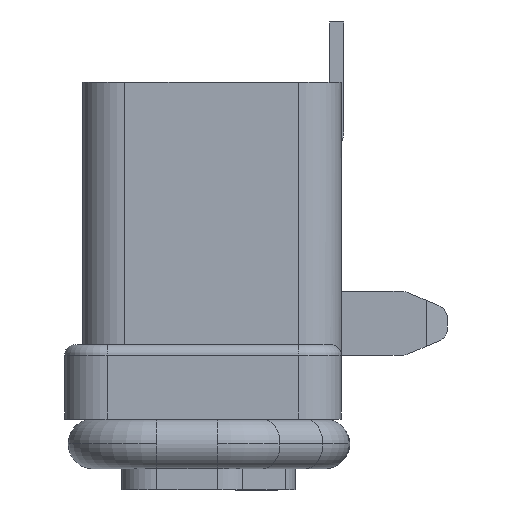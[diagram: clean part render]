
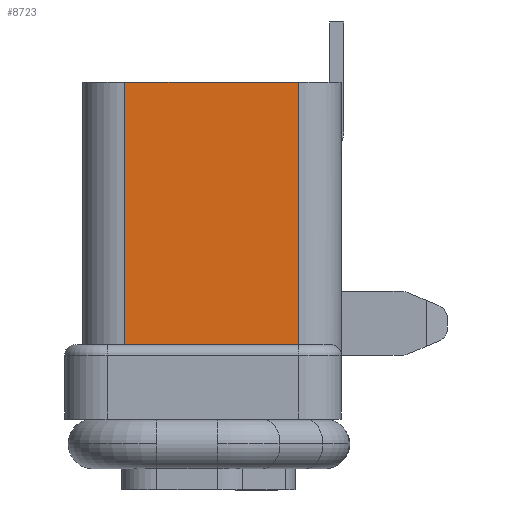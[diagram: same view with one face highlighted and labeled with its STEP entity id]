
A CAD part, left-side view. The second image highlights one B-rep face of the part: STEP entity #8723.
In plain terms, the highlighted planar face has unit normal (-1, 0, 0).
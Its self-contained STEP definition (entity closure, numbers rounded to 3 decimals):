
#185 = CARTESIAN_POINT ( 'NONE',  ( -4.3, -1.27, 2.05 ) ) ;
#296 = VERTEX_POINT ( 'NONE', #10520 ) ;
#350 = VECTOR ( 'NONE', #2986, 1000. ) ;
#1435 = PLANE ( 'NONE',  #11546 ) ;
#1633 = EDGE_LOOP ( 'NONE', ( #9633, #8149, #6161, #9221 ) ) ;
#1979 = CARTESIAN_POINT ( 'NONE',  ( -4.3, -1.27, 2.05 ) ) ;
#2149 = EDGE_CURVE ( 'NONE', #4361, #296, #4959, .T. ) ;
#2932 = CARTESIAN_POINT ( 'NONE',  ( -4.3, -1.27, 5.75 ) ) ;
#2986 = DIRECTION ( 'NONE',  ( 0., 1., 0. ) ) ;
#3449 = DIRECTION ( 'NONE',  ( 0., 0., -1. ) ) ;
#4063 = FACE_OUTER_BOUND ( 'NONE', #1633, .T. ) ;
#4282 = CARTESIAN_POINT ( 'NONE',  ( -4.3, 1.18, 5.75 ) ) ;
#4361 = VERTEX_POINT ( 'NONE', #185 ) ;
#4752 = CARTESIAN_POINT ( 'NONE',  ( -4.3, -1.27, 2.05 ) ) ;
#4959 = LINE ( 'NONE', #1979, #7561 ) ;
#5051 = CARTESIAN_POINT ( 'NONE',  ( -4.3, 1.18, 2.05 ) ) ;
#5148 = EDGE_CURVE ( 'NONE', #4361, #8366, #9416, .T. ) ;
#5202 = DIRECTION ( 'NONE',  ( 0., 1., 0. ) ) ;
#5316 = VECTOR ( 'NONE', #3449, 1000. ) ;
#5396 = VERTEX_POINT ( 'NONE', #9098 ) ;
#5929 = CARTESIAN_POINT ( 'NONE',  ( -4.3, -1.87, 5.75 ) ) ;
#6161 = ORIENTED_EDGE ( 'NONE', *, *, #9904, .T. ) ;
#6521 = LINE ( 'NONE', #2932, #350 ) ;
#7415 = DIRECTION ( 'NONE',  ( 0., 0., 1. ) ) ;
#7561 = VECTOR ( 'NONE', #7415, 1000. ) ;
#7845 = VECTOR ( 'NONE', #9297, 1000. ) ;
#8149 = ORIENTED_EDGE ( 'NONE', *, *, #11719, .T. ) ;
#8366 = VERTEX_POINT ( 'NONE', #5051 ) ;
#8723 = ADVANCED_FACE ( 'NONE', ( #4063 ), #1435, .F. ) ;
#8778 = LINE ( 'NONE', #4282, #5316 ) ;
#9098 = CARTESIAN_POINT ( 'NONE',  ( -4.3, 1.18, 5.75 ) ) ;
#9221 = ORIENTED_EDGE ( 'NONE', *, *, #5148, .F. ) ;
#9297 = DIRECTION ( 'NONE',  ( 0., 1., 0. ) ) ;
#9416 = LINE ( 'NONE', #4752, #7845 ) ;
#9633 = ORIENTED_EDGE ( 'NONE', *, *, #2149, .T. ) ;
#9739 = DIRECTION ( 'NONE',  ( 1., 0., 0. ) ) ;
#9904 = EDGE_CURVE ( 'NONE', #5396, #8366, #8778, .T. ) ;
#10520 = CARTESIAN_POINT ( 'NONE',  ( -4.3, -1.27, 5.75 ) ) ;
#11546 = AXIS2_PLACEMENT_3D ( 'NONE', #5929, #9739, #5202 ) ;
#11719 = EDGE_CURVE ( 'NONE', #296, #5396, #6521, .T. ) ;
